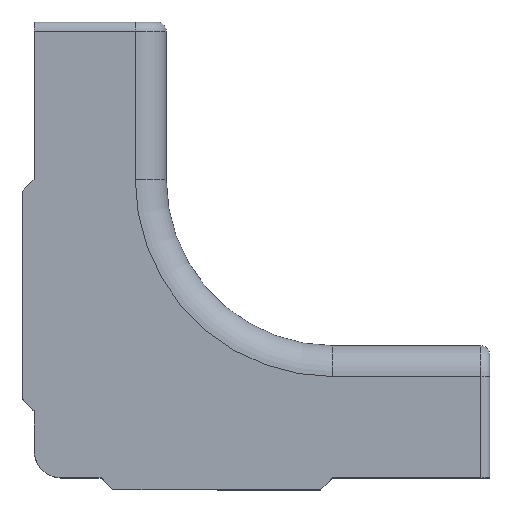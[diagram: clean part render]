
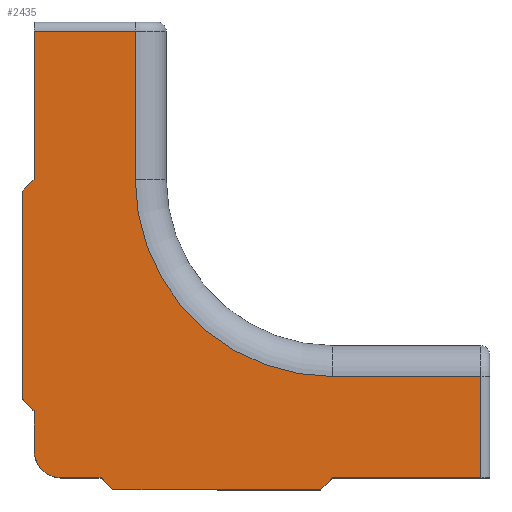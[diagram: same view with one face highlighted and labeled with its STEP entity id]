
A CAD part, top view. The second image highlights one B-rep face of the part: STEP entity #2435.
In plain terms, the highlighted planar face has unit normal (0, 0, 1).
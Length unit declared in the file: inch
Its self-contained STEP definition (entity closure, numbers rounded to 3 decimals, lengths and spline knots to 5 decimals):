
#7 = VERTEX_POINT ( 'NONE', #2151 ) ;
#17 = VERTEX_POINT ( 'NONE', #4041 ) ;
#21 = CARTESIAN_POINT ( 'NONE',  ( -1.5315, 1.9685, 0.4685 ) ) ;
#43 = EDGE_CURVE ( 'NONE', #2606, #7, #3742, .T. ) ;
#74 = VECTOR ( 'NONE', #2335, 39.37008 ) ;
#138 = CARTESIAN_POINT ( 'NONE',  ( -1.9685, 0., 0.4685 ) ) ;
#204 = VECTOR ( 'NONE', #3721, 39.37008 ) ;
#280 = VECTOR ( 'NONE', #1012, 39.37008 ) ;
#286 = VECTOR ( 'NONE', #4014, 39.37008 ) ;
#331 = EDGE_CURVE ( 'NONE', #3938, #2617, #2943, .T. ) ;
#449 = CARTESIAN_POINT ( 'NONE',  ( -0.73031, -0.05118, 0.4685 ) ) ;
#450 = CARTESIAN_POINT ( 'NONE',  ( -1.85039, 0., 0.4685 ) ) ;
#475 = ORIENTED_EDGE ( 'NONE', *, *, #1085, .T. ) ;
#495 = ORIENTED_EDGE ( 'NONE', *, *, #1446, .T. ) ;
#514 = CARTESIAN_POINT ( 'NONE',  ( -2.01969, 0., 0.4685 ) ) ;
#518 = CARTESIAN_POINT ( 'NONE',  ( -1.9685, 1.92913, 0.4685 ) ) ;
#583 = CARTESIAN_POINT ( 'NONE',  ( -1.5315, 1.92913, 0.4685 ) ) ;
#591 = LINE ( 'NONE', #3216, #74 ) ;
#602 = CARTESIAN_POINT ( 'NONE',  ( -1.62795, -0.05118, 0.4685 ) ) ;
#636 = CARTESIAN_POINT ( 'NONE',  ( -0.03937, 0.43701, 0.4685 ) ) ;
#653 = EDGE_CURVE ( 'NONE', #1821, #1800, #591, .T. ) ;
#689 = CARTESIAN_POINT ( 'NONE',  ( -0.67913, 0.43701, 0.4685 ) ) ;
#700 = VECTOR ( 'NONE', #3073, 39.37008 ) ;
#722 = CARTESIAN_POINT ( 'NONE',  ( -1.9685, 0.11811, 0.4685 ) ) ;
#768 = VECTOR ( 'NONE', #1829, 39.37008 ) ;
#770 = CARTESIAN_POINT ( 'NONE',  ( -1.62894, 1.62894, 0.4685 ) ) ;
#883 = DIRECTION ( 'NONE',  ( 0., 0., 1. ) ) ;
#904 = CARTESIAN_POINT ( 'NONE',  ( -1.85039, 0.11811, 0.4685 ) ) ;
#926 = VERTEX_POINT ( 'NONE', #636 ) ;
#933 = EDGE_CURVE ( 'NONE', #7, #4198, #2638, .T. ) ;
#939 = ORIENTED_EDGE ( 'NONE', *, *, #653, .F. ) ;
#954 = LINE ( 'NONE', #4236, #3483 ) ;
#1012 = DIRECTION ( 'NONE',  ( -1., 0., 0. ) ) ;
#1020 = AXIS2_PLACEMENT_3D ( 'NONE', #3826, #883, #1872 ) ;
#1060 = VERTEX_POINT ( 'NONE', #722 ) ;
#1069 = DIRECTION ( 'NONE',  ( 0., 0., -1. ) ) ;
#1085 = EDGE_CURVE ( 'NONE', #17, #3938, #3924, .T. ) ;
#1182 = EDGE_CURVE ( 'NONE', #1821, #926, #2721, .T. ) ;
#1227 = EDGE_CURVE ( 'NONE', #4096, #3456, #2420, .T. ) ;
#1262 = CARTESIAN_POINT ( 'NONE',  ( -0.03937, 0., 0.4685 ) ) ;
#1266 = ORIENTED_EDGE ( 'NONE', *, *, #1182, .T. ) ;
#1272 = CARTESIAN_POINT ( 'NONE',  ( -1.9685, 0.28937, 0.4685 ) ) ;
#1294 = LINE ( 'NONE', #689, #280 ) ;
#1310 = DIRECTION ( 'NONE',  ( 0., 1., 0. ) ) ;
#1341 = EDGE_CURVE ( 'NONE', #2617, #4096, #2156, .T. ) ;
#1372 = ORIENTED_EDGE ( 'NONE', *, *, #43, .T. ) ;
#1375 = VERTEX_POINT ( 'NONE', #602 ) ;
#1407 = CARTESIAN_POINT ( 'NONE',  ( -1.5315, 1.28937, 0.4685 ) ) ;
#1418 = ORIENTED_EDGE ( 'NONE', *, *, #933, .T. ) ;
#1428 = VECTOR ( 'NONE', #2542, 39.37008 ) ;
#1437 = EDGE_LOOP ( 'NONE', ( #939, #1266, #495, #475, #3724, #3650, #2058, #2516, #1372, #1418, #3404, #3088, #3319, #3629, #2511, #4218 ) ) ;
#1444 = CARTESIAN_POINT ( 'NONE',  ( -1.9685, 1.92913, 0.4685 ) ) ;
#1446 = EDGE_CURVE ( 'NONE', #926, #17, #1294, .T. ) ;
#1476 = DIRECTION ( 'NONE',  ( -0.707, -0.707, 0. ) ) ;
#1502 = LINE ( 'NONE', #3741, #2460 ) ;
#1548 = EDGE_CURVE ( 'NONE', #4198, #1060, #4000, .T. ) ;
#1612 = VERTEX_POINT ( 'NONE', #449 ) ;
#1648 = VECTOR ( 'NONE', #1310, 39.37008 ) ;
#1723 = VERTEX_POINT ( 'NONE', #450 ) ;
#1800 = VERTEX_POINT ( 'NONE', #3967 ) ;
#1821 = VERTEX_POINT ( 'NONE', #1262 ) ;
#1829 = DIRECTION ( 'NONE',  ( -1., 0., 0. ) ) ;
#1872 = DIRECTION ( 'NONE',  ( 1., 0., 0. ) ) ;
#1946 = CARTESIAN_POINT ( 'NONE',  ( -1.9685, 1.28937, 0.4685 ) ) ;
#2033 = CARTESIAN_POINT ( 'NONE',  ( -0.03937, 0.43701, 0.4685 ) ) ;
#2058 = ORIENTED_EDGE ( 'NONE', *, *, #1227, .T. ) ;
#2064 = AXIS2_PLACEMENT_3D ( 'NONE', #904, #3570, #3201 ) ;
#2097 = EDGE_CURVE ( 'NONE', #3614, #1723, #3187, .T. ) ;
#2103 = CARTESIAN_POINT ( 'NONE',  ( -1.9685, 0., 0.4685 ) ) ;
#2151 = CARTESIAN_POINT ( 'NONE',  ( -2.01969, 0.34055, 0.4685 ) ) ;
#2156 = LINE ( 'NONE', #518, #768 ) ;
#2157 = CARTESIAN_POINT ( 'NONE',  ( -0.83957, -0.83957, 0.4685 ) ) ;
#2246 = DIRECTION ( 'NONE',  ( -0.707, -0.707, 0. ) ) ;
#2264 = EDGE_CURVE ( 'NONE', #1800, #1612, #954, .T. ) ;
#2335 = DIRECTION ( 'NONE',  ( -1., 0., 0. ) ) ;
#2347 = VECTOR ( 'NONE', #3644, 39.37008 ) ;
#2408 = CIRCLE ( 'NONE', #2064, 0.11811 ) ;
#2413 = AXIS2_PLACEMENT_3D ( 'NONE', #3986, #1069, #2699 ) ;
#2420 = LINE ( 'NONE', #138, #3584 ) ;
#2435 = ADVANCED_FACE ( 'NONE', ( #2757 ), #3506, .T. ) ;
#2454 = DIRECTION ( 'NONE',  ( -0.707, 0.707, 0. ) ) ;
#2460 = VECTOR ( 'NONE', #3818, 39.37008 ) ;
#2465 = EDGE_CURVE ( 'NONE', #1375, #3614, #2478, .T. ) ;
#2478 = LINE ( 'NONE', #2157, #3827 ) ;
#2511 = ORIENTED_EDGE ( 'NONE', *, *, #2882, .T. ) ;
#2516 = ORIENTED_EDGE ( 'NONE', *, *, #3277, .T. ) ;
#2542 = DIRECTION ( 'NONE',  ( -1., 0., 0. ) ) ;
#2606 = VERTEX_POINT ( 'NONE', #2859 ) ;
#2617 = VERTEX_POINT ( 'NONE', #583 ) ;
#2638 = LINE ( 'NONE', #4215, #2347 ) ;
#2699 = DIRECTION ( 'NONE',  ( 1., 0., 0. ) ) ;
#2721 = LINE ( 'NONE', #2033, #286 ) ;
#2757 = FACE_OUTER_BOUND ( 'NONE', #1437, .T. ) ;
#2859 = CARTESIAN_POINT ( 'NONE',  ( -2.01969, 1.23819, 0.4685 ) ) ;
#2882 = EDGE_CURVE ( 'NONE', #1375, #1612, #1502, .T. ) ;
#2943 = LINE ( 'NONE', #21, #1648 ) ;
#3073 = DIRECTION ( 'NONE',  ( 0., -1., 0. ) ) ;
#3088 = ORIENTED_EDGE ( 'NONE', *, *, #4237, .T. ) ;
#3150 = LINE ( 'NONE', #770, #3453 ) ;
#3187 = LINE ( 'NONE', #3451, #1428 ) ;
#3201 = DIRECTION ( 'NONE',  ( 1., 0., 0. ) ) ;
#3216 = CARTESIAN_POINT ( 'NONE',  ( 0., 0., 0.4685 ) ) ;
#3277 = EDGE_CURVE ( 'NONE', #3456, #2606, #3150, .T. ) ;
#3319 = ORIENTED_EDGE ( 'NONE', *, *, #2097, .F. ) ;
#3369 = DIRECTION ( 'NONE',  ( 0., -1., 0. ) ) ;
#3404 = ORIENTED_EDGE ( 'NONE', *, *, #1548, .T. ) ;
#3451 = CARTESIAN_POINT ( 'NONE',  ( 0., 0., 0.4685 ) ) ;
#3453 = VECTOR ( 'NONE', #1476, 39.37008 ) ;
#3456 = VERTEX_POINT ( 'NONE', #1946 ) ;
#3483 = VECTOR ( 'NONE', #2246, 39.37008 ) ;
#3506 = PLANE ( 'NONE',  #1020 ) ;
#3570 = DIRECTION ( 'NONE',  ( 0., 0., 1. ) ) ;
#3584 = VECTOR ( 'NONE', #3369, 39.37008 ) ;
#3614 = VERTEX_POINT ( 'NONE', #3643 ) ;
#3629 = ORIENTED_EDGE ( 'NONE', *, *, #2465, .F. ) ;
#3643 = CARTESIAN_POINT ( 'NONE',  ( -1.67913, 0., 0.4685 ) ) ;
#3644 = DIRECTION ( 'NONE',  ( 0.707, -0.707, 0. ) ) ;
#3650 = ORIENTED_EDGE ( 'NONE', *, *, #1341, .T. ) ;
#3721 = DIRECTION ( 'NONE',  ( 0., -1., 0. ) ) ;
#3724 = ORIENTED_EDGE ( 'NONE', *, *, #331, .T. ) ;
#3741 = CARTESIAN_POINT ( 'NONE',  ( 0., -0.05118, 0.4685 ) ) ;
#3742 = LINE ( 'NONE', #514, #204 ) ;
#3818 = DIRECTION ( 'NONE',  ( 1., 0., 0. ) ) ;
#3826 = CARTESIAN_POINT ( 'NONE',  ( 0., 0., 0.4685 ) ) ;
#3827 = VECTOR ( 'NONE', #2454, 39.37008 ) ;
#3924 = CIRCLE ( 'NONE', #2413, 0.85236 ) ;
#3938 = VERTEX_POINT ( 'NONE', #1407 ) ;
#3967 = CARTESIAN_POINT ( 'NONE',  ( -0.67913, 0., 0.4685 ) ) ;
#3986 = CARTESIAN_POINT ( 'NONE',  ( -0.67913, 1.28937, 0.4685 ) ) ;
#4000 = LINE ( 'NONE', #2103, #700 ) ;
#4014 = DIRECTION ( 'NONE',  ( 0., 1., 0. ) ) ;
#4041 = CARTESIAN_POINT ( 'NONE',  ( -0.67913, 0.43701, 0.4685 ) ) ;
#4096 = VERTEX_POINT ( 'NONE', #1444 ) ;
#4198 = VERTEX_POINT ( 'NONE', #1272 ) ;
#4215 = CARTESIAN_POINT ( 'NONE',  ( -0.83957, -0.83957, 0.4685 ) ) ;
#4218 = ORIENTED_EDGE ( 'NONE', *, *, #2264, .F. ) ;
#4236 = CARTESIAN_POINT ( 'NONE',  ( -0.33957, 0.33957, 0.4685 ) ) ;
#4237 = EDGE_CURVE ( 'NONE', #1060, #1723, #2408, .T. ) ;
